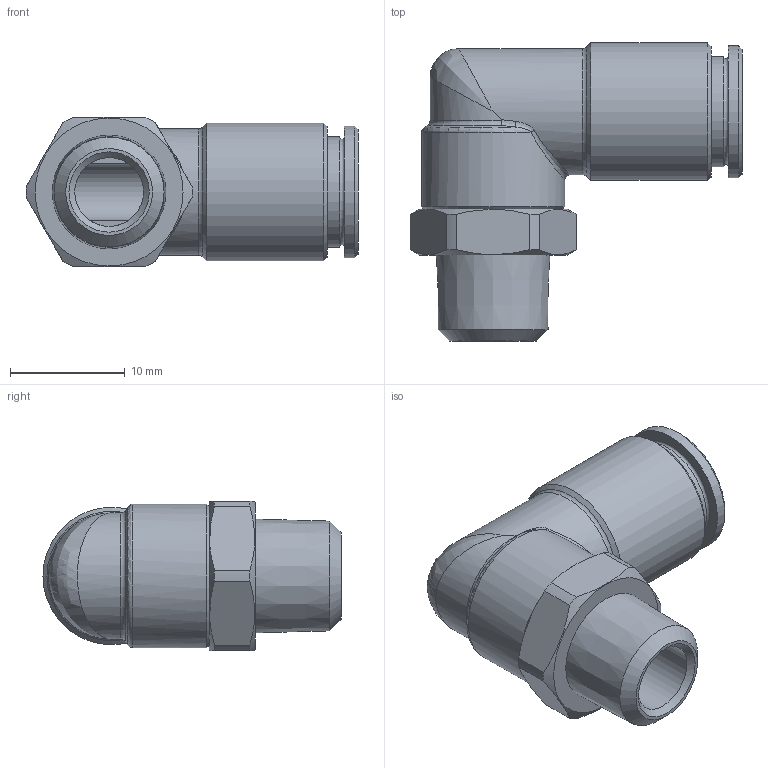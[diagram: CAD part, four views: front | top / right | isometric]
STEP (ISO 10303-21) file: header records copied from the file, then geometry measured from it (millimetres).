
FILE_DESCRIPTION( ( 'STEP AP214' ), '1' );
FILE_NAME( 'psolqas_2696_18.stp', '2020-12-10T08:57:11', ( 'License CC BY-ND 4.0' ), ( 'CADENAS' ), ' ', 'PARTsolutions', ' ' );
FILE_SCHEMA( ( 'AUTOMOTIVE_DESIGN { 1 0 10303 214 1 1 1 1 }' ) );
Length unit declared in the file: metre
Products named in the file (1): NONE
Bounding box: 28.95 x 26 x 13 mm (x, y, z)
Volume: 3151.3 mm3; surface area: 2536.7 mm2
Topology: 1 solids, 1 shells, 53 faces, 127 edges, 78 vertices
Faces by surface type: cylinder 16, plane 15, cone 12, bspline 6, torus 4
Full cylindrical faces by diameter (mm): 5 x1, 6 x1, 6.15 x1, 9.6 x1, 11 x1, 11.5 x1, 12 x1, 12.5 x1
Entity records: 2314 total; most frequent: CARTESIAN_POINT 849, DIRECTION 202, ORIENTED_EDGE 196, EDGE_CURVE 98, AXIS2_PLACEMENT_3D 94, EDGE_LOOP 79, VERTEX_POINT 73, FACE_OUTER_BOUND 62
